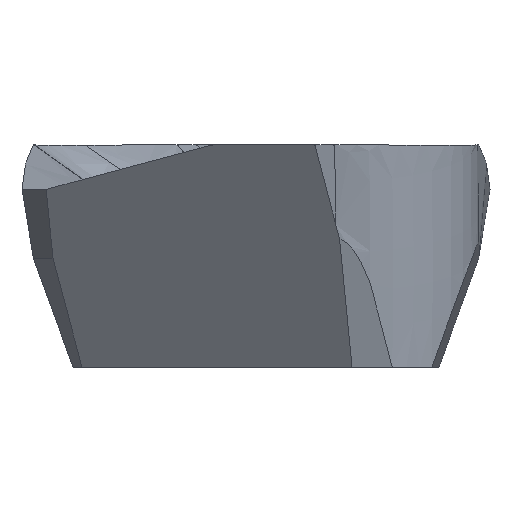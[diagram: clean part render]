
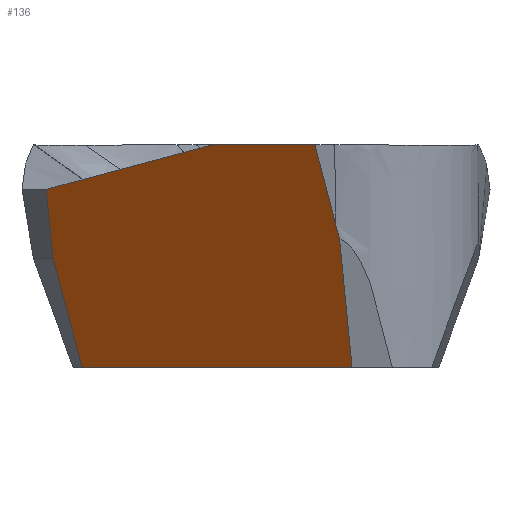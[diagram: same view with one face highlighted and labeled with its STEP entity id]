
A CAD part, left-side view. The second image highlights one B-rep face of the part: STEP entity #136.
In plain terms, the highlighted planar face has unit normal (-0.814, 0.47, -0.342).
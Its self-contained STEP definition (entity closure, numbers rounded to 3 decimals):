
#81=FACE_OUTER_BOUND('',#237,.T.);
#136=ADVANCED_FACE('',(#81),#186,.F.);
#186=PLANE('',#1168);
#237=EDGE_LOOP('',(#359,#360,#361,#362,#363,#364,#365,#366,#367,#368));
#359=ORIENTED_EDGE('',*,*,#711,.T.);
#360=ORIENTED_EDGE('',*,*,#712,.T.);
#361=ORIENTED_EDGE('',*,*,#650,.T.);
#362=ORIENTED_EDGE('',*,*,#713,.F.);
#363=ORIENTED_EDGE('',*,*,#662,.T.);
#364=ORIENTED_EDGE('',*,*,#714,.F.);
#365=ORIENTED_EDGE('',*,*,#715,.T.);
#366=ORIENTED_EDGE('',*,*,#716,.F.);
#367=ORIENTED_EDGE('',*,*,#717,.F.);
#368=ORIENTED_EDGE('',*,*,#718,.F.);
#563=VERTEX_POINT('',#1591);
#565=VERTEX_POINT('',#1594);
#576=VERTEX_POINT('',#1628);
#577=VERTEX_POINT('',#1635);
#615=VERTEX_POINT('',#2173);
#617=VERTEX_POINT('',#2208);
#618=VERTEX_POINT('',#2214);
#619=VERTEX_POINT('',#2216);
#620=VERTEX_POINT('',#2218);
#621=VERTEX_POINT('',#2224);
#650=EDGE_CURVE('',#565,#563,#928,.T.);
#662=EDGE_CURVE('',#577,#576,#807,.T.);
#711=EDGE_CURVE('',#615,#617,#955,.T.);
#712=EDGE_CURVE('',#617,#565,#956,.T.);
#713=EDGE_CURVE('',#577,#563,#957,.T.);
#714=EDGE_CURVE('',#618,#576,#958,.T.);
#715=EDGE_CURVE('',#618,#619,#959,.T.);
#716=EDGE_CURVE('',#620,#619,#960,.T.);
#717=EDGE_CURVE('',#621,#620,#834,.T.);
#718=EDGE_CURVE('',#615,#621,#961,.T.);
#807=B_SPLINE_CURVE_WITH_KNOTS('',3,(#1629,#1630,#1631,#1632,#1633,#1634),
 .UNSPECIFIED.,.F.,.F.,(4,1,1,4),(0.,0.333,0.667,1.),
 .UNSPECIFIED.);
#834=B_SPLINE_CURVE_WITH_KNOTS('',3,(#2219,#2220,#2221,#2222,#2223),
 .UNSPECIFIED.,.F.,.F.,(4,1,4),(0.,0.5,1.),.UNSPECIFIED.);
#928=LINE('',#1593,#1013);
#955=LINE('',#2209,#1040);
#956=LINE('',#2211,#1041);
#957=LINE('',#2212,#1042);
#958=LINE('',#2213,#1043);
#959=LINE('',#2215,#1044);
#960=LINE('',#2217,#1045);
#961=LINE('',#2225,#1046);
#1013=VECTOR('',#1230,1.);
#1040=VECTOR('',#1271,1.);
#1041=VECTOR('',#1274,1.);
#1042=VECTOR('',#1275,1.);
#1043=VECTOR('',#1276,1.);
#1044=VECTOR('',#1277,1.);
#1045=VECTOR('',#1278,1.);
#1046=VECTOR('',#1279,1.);
#1168=AXIS2_PLACEMENT_3D('',#2226,#1280,#1281);
#1230=DIRECTION('',(-0.5,-0.866,0.));
#1271=DIRECTION('',(0.339,-0.094,-0.936));
#1274=DIRECTION('',(0.249,-0.249,-0.936));
#1275=DIRECTION('',(0.341,-0.091,-0.936));
#1276=DIRECTION('',(0.251,-0.247,-0.936));
#1277=DIRECTION('',(0.5,0.866,0.));
#1278=DIRECTION('',(-0.555,-0.804,0.215));
#1279=DIRECTION('',(-0.555,-0.804,0.215));
#1280=DIRECTION('',(0.814,-0.47,0.342));
#1281=DIRECTION('',(-0.5,-0.866,0.));
#1591=CARTESIAN_POINT('',(-8.383,-2.159,-5.));
#1593=CARTESIAN_POINT('',(-4.879,3.909,-5.));
#1594=CARTESIAN_POINT('',(-4.879,3.909,-5.));
#1628=CARTESIAN_POINT('',(-9.517,-1.796,-1.803));
#1629=CARTESIAN_POINT('',(-9.43,-1.879,-2.123));
#1630=CARTESIAN_POINT('',(-9.44,-1.87,-2.087));
#1631=CARTESIAN_POINT('',(-9.459,-1.852,-2.016));
#1632=CARTESIAN_POINT('',(-9.488,-1.824,-1.909));
#1633=CARTESIAN_POINT('',(-9.507,-1.806,-1.838));
#1634=CARTESIAN_POINT('',(-9.517,-1.796,-1.803));
#1635=CARTESIAN_POINT('',(-9.43,-1.879,-2.123));
#2173=CARTESIAN_POINT('',(-6.093,4.717,-1.002));
#2208=CARTESIAN_POINT('',(-5.532,4.562,-2.552));
#2209=CARTESIAN_POINT('',(-6.093,4.717,-1.002));
#2211=CARTESIAN_POINT('',(-5.532,4.562,-2.552));
#2212=CARTESIAN_POINT('',(-9.43,-1.879,-2.123));
#2213=CARTESIAN_POINT('',(-10.,-1.321,0.));
#2214=CARTESIAN_POINT('',(-10.,-1.321,0.));
#2215=CARTESIAN_POINT('',(-10.,-1.321,0.));
#2216=CARTESIAN_POINT('',(-8.674,0.977,0.));
#2217=CARTESIAN_POINT('',(-7.952,2.022,-0.28));
#2218=CARTESIAN_POINT('',(-7.231,3.067,-0.56));
#2219=CARTESIAN_POINT('',(-6.213,4.542,-0.955));
#2220=CARTESIAN_POINT('',(-6.383,4.297,-0.89));
#2221=CARTESIAN_POINT('',(-6.721,3.806,-0.758));
#2222=CARTESIAN_POINT('',(-7.061,3.314,-0.626));
#2223=CARTESIAN_POINT('',(-7.231,3.067,-0.56));
#2224=CARTESIAN_POINT('',(-6.213,4.542,-0.955));
#2225=CARTESIAN_POINT('',(-6.093,4.717,-1.002));
#2226=CARTESIAN_POINT('',(-8.228,1.748,0.));
